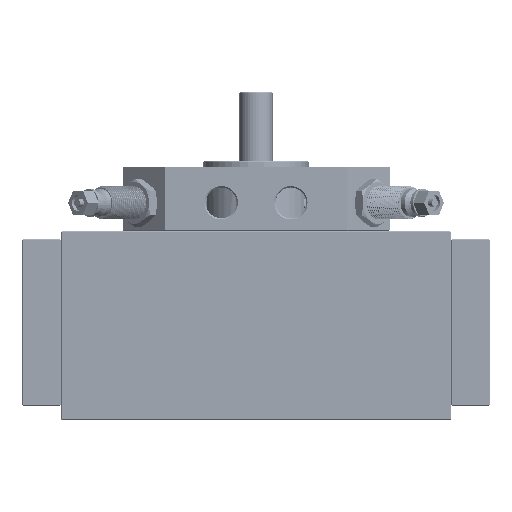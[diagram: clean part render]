
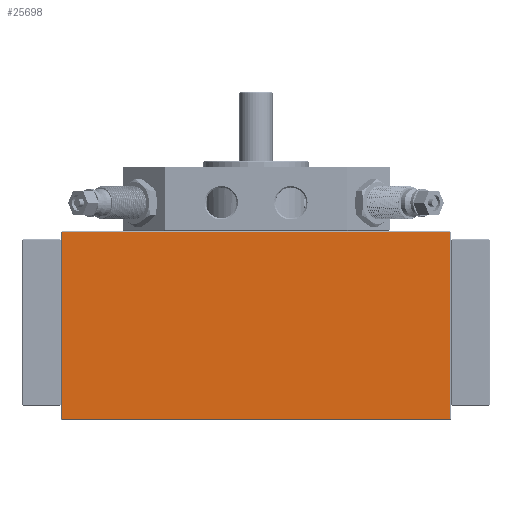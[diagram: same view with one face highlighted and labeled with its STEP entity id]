
A CAD part, top view. The second image highlights one B-rep face of the part: STEP entity #25698.
In plain terms, the highlighted planar face has unit normal (0, 0, 1).
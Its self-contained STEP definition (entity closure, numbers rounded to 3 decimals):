
#575=PLANE('',#27407);
#1013=FACE_OUTER_BOUND('',#2543,.T.);
#2543=EDGE_LOOP('',(#17059,#17060,#17061,#17062));
#7024=LINE('',#43240,#8224);
#7026=LINE('',#43243,#8226);
#7030=LINE('',#43249,#8230);
#7032=LINE('',#43252,#8232);
#8224=VECTOR('',#29579,10.);
#8226=VECTOR('',#29583,10.);
#8230=VECTOR('',#29591,10.);
#8232=VECTOR('',#29595,10.);
#9701=VERTEX_POINT('',#43167);
#9707=VERTEX_POINT('',#43181);
#9710=VERTEX_POINT('',#43188);
#9719=VERTEX_POINT('',#43218);
#12626=EDGE_CURVE('',#9710,#9719,#7024,.T.);
#12628=EDGE_CURVE('',#9719,#9707,#7026,.T.);
#12632=EDGE_CURVE('',#9701,#9710,#7030,.T.);
#12634=EDGE_CURVE('',#9707,#9701,#7032,.T.);
#17059=ORIENTED_EDGE('',*,*,#12626,.F.);
#17060=ORIENTED_EDGE('',*,*,#12632,.F.);
#17061=ORIENTED_EDGE('',*,*,#12634,.F.);
#17062=ORIENTED_EDGE('',*,*,#12628,.F.);
#25698=ADVANCED_FACE('',(#1013),#575,.T.);
#27407=AXIS2_PLACEMENT_3D('',#43298,#29647,#29648);
#29579=DIRECTION('',(1.,0.,0.));
#29583=DIRECTION('',(0.,-1.,0.));
#29591=DIRECTION('',(0.,1.,0.));
#29595=DIRECTION('',(-1.,0.,0.));
#29647=DIRECTION('center_axis',(0.,0.,1.));
#29648=DIRECTION('ref_axis',(1.,0.,0.));
#43167=CARTESIAN_POINT('',(0.5,0.5,68.));
#43181=CARTESIAN_POINT('',(139.5,0.5,68.));
#43188=CARTESIAN_POINT('',(0.5,67.5,68.));
#43218=CARTESIAN_POINT('',(139.5,67.5,68.));
#43240=CARTESIAN_POINT('',(105.,67.5,68.));
#43243=CARTESIAN_POINT('',(139.5,17.,68.));
#43249=CARTESIAN_POINT('',(0.5,51.,68.));
#43252=CARTESIAN_POINT('',(35.,0.5,68.));
#43298=CARTESIAN_POINT('Origin',(70.,34.,68.));
